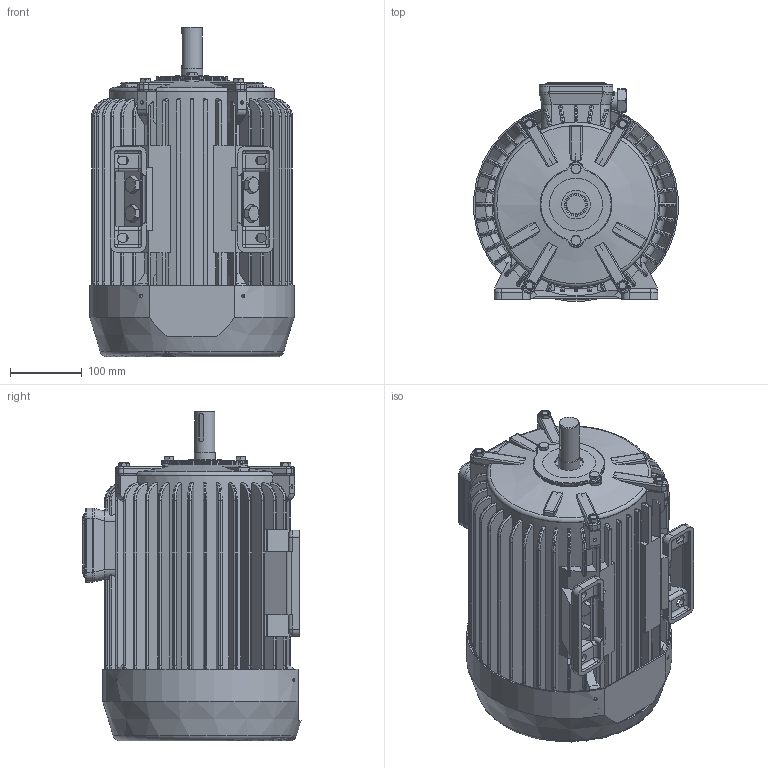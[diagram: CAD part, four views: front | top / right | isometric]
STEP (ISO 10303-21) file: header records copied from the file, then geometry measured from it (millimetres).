
FILE_DESCRIPTION(/* description */ (''),/* implementation_level */ '2;1');
FILE_NAME(/* name */ 'Silnik elektryczny.stp',/* time_stamp */ '2018-01-02T18:55:24+01:00',/* author */ ('jtabo'),/* organization */ (''),/* preprocessor_version */ 'ST-DEVELOPER v16.5',/* originating_system */ 'Autodesk Inventor 2017',/* authorisation */ '');
FILE_SCHEMA (('AUTOMOTIVE_DESIGN { 1 0 10303 214 3 1 1 }'));
Length unit declared in the file: millimetre
Products named in the file (17): 00.03.00_Silnik zlozenie; 00.03.01_Korpus silnika; 00.03.02_Lapa; 00.03.03_Zespół stojana; 00.03.04_Wirnik; 00.03.05_Pokrywka; 00.03.11.zacisk; DIN 628 T1 - 7306B - 30 x 72 x 19; 00.03.07_Pokrya łożyska; 00.03.06_Pokrywa boczna; ISO 4014 - M8 x 45; ISO 4032 - M8; ISO 4015 - M8 x 30; 00.03.09_Pokrywa wentylatora; 00.03.10.wentylator-1; ANSI B18.2.3.1M - M14 x 2 x 20; JIS B 1111 - M4x6
Assembly tree (42 placements, depth 2):
  00.03.00_Silnik zlozenie
    00.03.01_Korpus silnika
    00.03.02_Lapa  x2
    00.03.03_Zespół stojana
    00.03.04_Wirnik
    00.03.05_Pokrywka
    00.03.11.zacisk  x2
    DIN 628 T1 - 7306B - 30 x 72 x 19  x2
    00.03.07_Pokrya łożyska  x4
    00.03.06_Pokrywa boczna  x2
    ISO 4014 - M8 x 45  x4
    ISO 4032 - M8  x4
    ISO 4015 - M8 x 30  x8
    00.03.09_Pokrywa wentylatora
    00.03.10.wentylator-1
    ANSI B18.2.3.1M - M14 x 2 x 20  x4
    JIS B 1111 - M4x6  x4
Bounding box: 285 x 304.05 x 460 mm (x, y, z)
Volume: 12107313 mm3; surface area: 2640281.8 mm2
Topology: 91 solids, 91 shells, 2735 faces, 6613 edges, 4055 vertices
Faces by surface type: plane 1133, cylinder 910, torus 400, cone 190, bspline 70, sphere 32
Full cylindrical faces by diameter (mm): 3.3 x4, 4 x4, 5 x22, 6.647 x4, 7.1 x8, 8 x12, 9 x68, 9.4 x4, 9.75 x8, 10 x32, 11.63 x4, 14 x4, 15 x11, 19 x1, 19.6 x4, 20 x4, 24.5 x2, 28 x4, 30 x4, 36 x2, 40 x4, 40.5 x2, 44.7 x2, 57.3 x2, 60.975 x2, 65 x4, 72 x8, 100 x2, 153 x1, 160 x2
Entity records: 60079 total; most frequent: CARTESIAN_POINT 13794, DIRECTION 10073, ORIENTED_EDGE 9070, EDGE_CURVE 4498, AXIS2_PLACEMENT_3D 3998, VERTEX_POINT 2911, EDGE_LOOP 2419, LINE 2077
